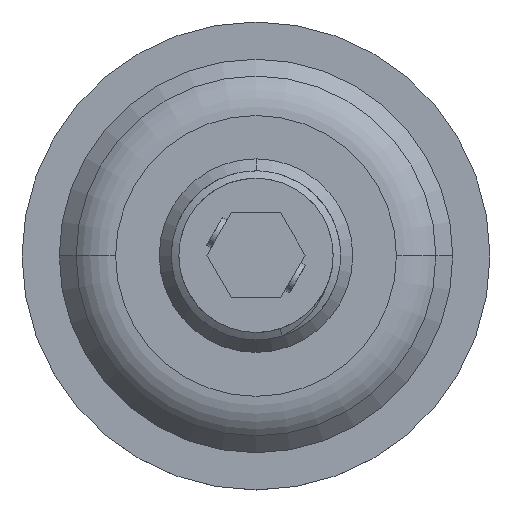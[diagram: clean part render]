
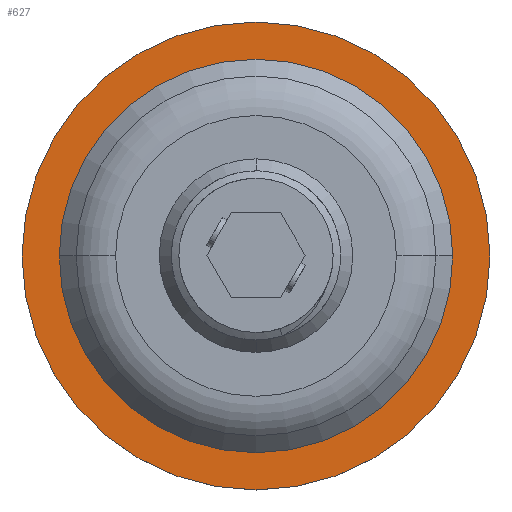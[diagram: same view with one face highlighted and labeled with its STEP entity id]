
A CAD part, top view. The second image highlights one B-rep face of the part: STEP entity #627.
In plain terms, the highlighted planar face has unit normal (0, 0, 1).
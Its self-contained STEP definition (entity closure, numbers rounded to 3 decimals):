
#55 = ORIENTED_EDGE ( 'NONE', *, *, #1798, .F. ) ;
#77 = CIRCLE ( 'NONE', #1672, 22. ) ;
#90 = EDGE_CURVE ( 'NONE', #1357, #1891, #3153, .T. ) ;
#226 = VERTEX_POINT ( 'NONE', #1927 ) ;
#259 = CARTESIAN_POINT ( 'NONE',  ( 0., 0., -3.4 ) ) ;
#343 = ORIENTED_EDGE ( 'NONE', *, *, #90, .T. ) ;
#622 = DIRECTION ( 'NONE',  ( -1., 0., 0. ) ) ;
#627 = ADVANCED_FACE ( 'NONE', ( #1725, #2098 ), #3594, .F. ) ;
#642 = CARTESIAN_POINT ( 'NONE',  ( 22., 0., -3.4 ) ) ;
#653 = CARTESIAN_POINT ( 'NONE',  ( 0., 0., -3.4 ) ) ;
#809 = DIRECTION ( 'NONE',  ( 0., 0., -1. ) ) ;
#812 = DIRECTION ( 'NONE',  ( 0., 0., -1. ) ) ;
#1036 = EDGE_CURVE ( 'NONE', #226, #2107, #77, .T. ) ;
#1195 = CARTESIAN_POINT ( 'NONE',  ( -18.5, 0., -3.4 ) ) ;
#1210 = ORIENTED_EDGE ( 'NONE', *, *, #1036, .F. ) ;
#1286 = DIRECTION ( 'NONE',  ( -1., 0., 0. ) ) ;
#1357 = VERTEX_POINT ( 'NONE', #3200 ) ;
#1415 = DIRECTION ( 'NONE',  ( -1., 0., 0. ) ) ;
#1575 = CIRCLE ( 'NONE', #2514, 22. ) ;
#1607 = AXIS2_PLACEMENT_3D ( 'NONE', #1608, #2813, #1286 ) ;
#1608 = CARTESIAN_POINT ( 'NONE',  ( 0., 0., -3.4 ) ) ;
#1672 = AXIS2_PLACEMENT_3D ( 'NONE', #2578, #812, #1415 ) ;
#1725 = FACE_OUTER_BOUND ( 'NONE', #2585, .T. ) ;
#1731 = AXIS2_PLACEMENT_3D ( 'NONE', #3558, #3355, #2475 ) ;
#1798 = EDGE_CURVE ( 'NONE', #2107, #226, #1575, .T. ) ;
#1891 = VERTEX_POINT ( 'NONE', #1195 ) ;
#1927 = CARTESIAN_POINT ( 'NONE',  ( -22., 0., -3.4 ) ) ;
#2098 = FACE_BOUND ( 'NONE', #2933, .T. ) ;
#2107 = VERTEX_POINT ( 'NONE', #642 ) ;
#2295 = AXIS2_PLACEMENT_3D ( 'NONE', #653, #2983, #622 ) ;
#2475 = DIRECTION ( 'NONE',  ( -1., 0., 0. ) ) ;
#2514 = AXIS2_PLACEMENT_3D ( 'NONE', #259, #809, #2877 ) ;
#2578 = CARTESIAN_POINT ( 'NONE',  ( 0., 0., -3.4 ) ) ;
#2585 = EDGE_LOOP ( 'NONE', ( #1210, #55 ) ) ;
#2813 = DIRECTION ( 'NONE',  ( 0., 0., -1. ) ) ;
#2877 = DIRECTION ( 'NONE',  ( -1., 0., 0. ) ) ;
#2933 = EDGE_LOOP ( 'NONE', ( #3069, #343 ) ) ;
#2983 = DIRECTION ( 'NONE',  ( 0., 0., -1. ) ) ;
#3069 = ORIENTED_EDGE ( 'NONE', *, *, #3276, .T. ) ;
#3153 = CIRCLE ( 'NONE', #1607, 18.5 ) ;
#3200 = CARTESIAN_POINT ( 'NONE',  ( 18.5, 0., -3.4 ) ) ;
#3201 = CIRCLE ( 'NONE', #2295, 18.5 ) ;
#3276 = EDGE_CURVE ( 'NONE', #1891, #1357, #3201, .T. ) ;
#3355 = DIRECTION ( 'NONE',  ( 0., 0., -1. ) ) ;
#3558 = CARTESIAN_POINT ( 'NONE',  ( 18.5, 0., -3.4 ) ) ;
#3594 = PLANE ( 'NONE',  #1731 ) ;
